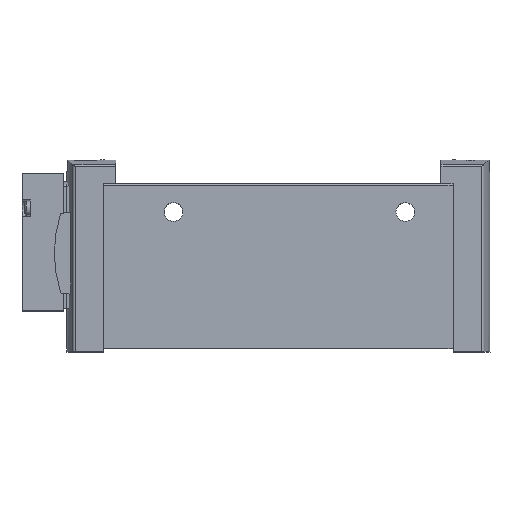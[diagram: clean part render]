
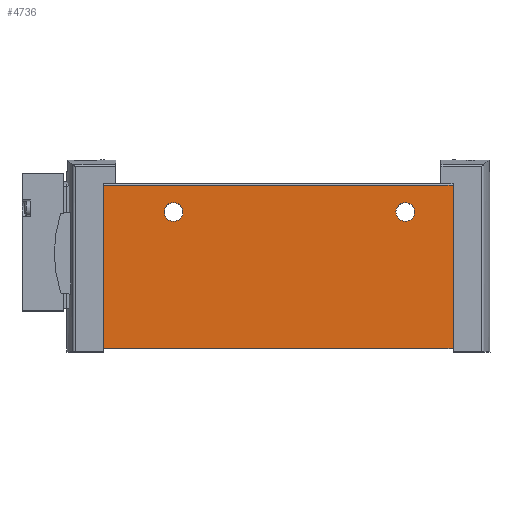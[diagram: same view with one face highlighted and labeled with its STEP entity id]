
A CAD part, top view. The second image highlights one B-rep face of the part: STEP entity #4736.
In plain terms, the highlighted planar face has unit normal (0, 0, 1).
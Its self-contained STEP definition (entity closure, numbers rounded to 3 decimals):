
#58=PLANE('',#5104);
#248=CIRCLE('',#5105,2.1);
#249=CIRCLE('',#5106,2.1);
#540=LINE('',#7497,#910);
#549=LINE('',#7525,#919);
#554=LINE('',#7545,#924);
#557=LINE('',#7551,#927);
#910=VECTOR('',#5790,1000.);
#919=VECTOR('',#5815,1000.);
#924=VECTOR('',#5838,1000.);
#927=VECTOR('',#5847,1000.);
#1418=ORIENTED_EDGE('',*,*,#2838,.F.);
#1419=ORIENTED_EDGE('',*,*,#2839,.F.);
#1420=ORIENTED_EDGE('',*,*,#2834,.T.);
#1421=ORIENTED_EDGE('',*,*,#2823,.F.);
#1422=ORIENTED_EDGE('',*,*,#2837,.F.);
#1423=ORIENTED_EDGE('',*,*,#2807,.T.);
#2807=EDGE_CURVE('',#3521,#3520,#540,.T.);
#2823=EDGE_CURVE('',#3531,#3528,#549,.T.);
#2834=EDGE_CURVE('',#3520,#3528,#554,.T.);
#2837=EDGE_CURVE('',#3521,#3531,#557,.T.);
#2838=EDGE_CURVE('',#3538,#3538,#248,.F.);
#2839=EDGE_CURVE('',#3539,#3539,#249,.F.);
#3520=VERTEX_POINT('',#7496);
#3521=VERTEX_POINT('',#7498);
#3528=VERTEX_POINT('',#7515);
#3531=VERTEX_POINT('',#7524);
#3538=VERTEX_POINT('',#7554);
#3539=VERTEX_POINT('',#7556);
#3971=EDGE_LOOP('',(#1418));
#3972=EDGE_LOOP('',(#1419));
#3973=EDGE_LOOP('',(#1420,#1421,#1422,#1423));
#4295=FACE_BOUND('',#3971,.T.);
#4296=FACE_BOUND('',#3972,.T.);
#4297=FACE_BOUND('',#3973,.T.);
#4736=ADVANCED_FACE('',(#4295,#4296,#4297),#58,.F.);
#5104=AXIS2_PLACEMENT_3D('',#7552,#5848,#5849);
#5105=AXIS2_PLACEMENT_3D('',#7553,#5850,#5851);
#5106=AXIS2_PLACEMENT_3D('',#7555,#5852,#5853);
#5790=DIRECTION('',(-1.,0.,0.));
#5815=DIRECTION('',(-1.,0.,0.));
#5838=DIRECTION('',(0.,-1.,0.));
#5847=DIRECTION('',(0.,-1.,0.));
#5848=DIRECTION('',(0.,0.,-1.));
#5849=DIRECTION('',(-1.,0.,0.));
#5850=DIRECTION('',(0.,0.,-1.));
#5851=DIRECTION('',(-1.,0.,0.));
#5852=DIRECTION('',(0.,0.,-1.));
#5853=DIRECTION('',(-1.,0.,0.));
#7496=CARTESIAN_POINT('',(-39.2,36.6,9.15));
#7497=CARTESIAN_POINT('',(39.2,36.6,9.15));
#7498=CARTESIAN_POINT('',(39.2,36.6,9.15));
#7515=CARTESIAN_POINT('',(-39.2,0.,9.15));
#7524=CARTESIAN_POINT('',(39.2,0.,9.15));
#7525=CARTESIAN_POINT('',(39.2,0.,9.15));
#7545=CARTESIAN_POINT('',(-39.2,36.6,9.15));
#7551=CARTESIAN_POINT('',(39.2,36.6,9.15));
#7552=CARTESIAN_POINT('',(39.2,36.6,9.15));
#7553=CARTESIAN_POINT('',(28.5,30.6,9.15));
#7554=CARTESIAN_POINT('',(26.4,30.6,9.15));
#7555=CARTESIAN_POINT('',(-23.5,30.6,9.15));
#7556=CARTESIAN_POINT('',(-25.6,30.6,9.15));
